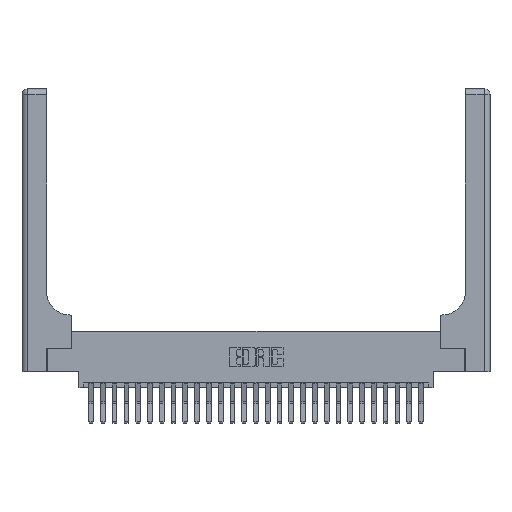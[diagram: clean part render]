
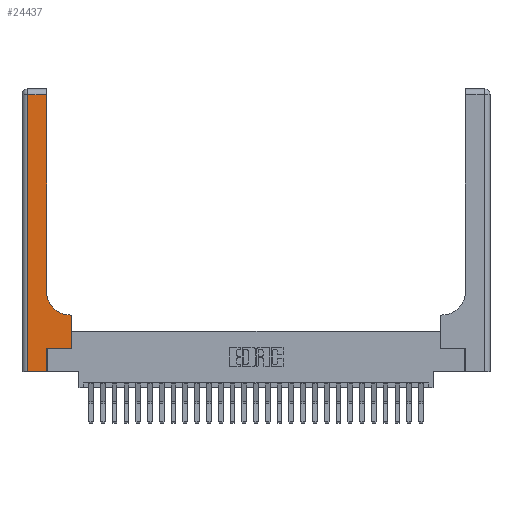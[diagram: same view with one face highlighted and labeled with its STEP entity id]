
A CAD part, top view. The second image highlights one B-rep face of the part: STEP entity #24437.
In plain terms, the highlighted planar face has unit normal (0, 0, 1).
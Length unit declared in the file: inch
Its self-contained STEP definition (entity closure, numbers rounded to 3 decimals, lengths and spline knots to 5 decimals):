
#74 = LINE ( 'NONE', #8740, #11189 ) ;
#155 = EDGE_CURVE ( 'NONE', #18993, #3480, #4583, .T. ) ;
#188 = CARTESIAN_POINT ( 'NONE',  ( 0.51, 0.85, 0.37 ) ) ;
#985 = CARTESIAN_POINT ( 'NONE',  ( 0., 3., 0.37 ) ) ;
#1384 = DIRECTION ( 'NONE',  ( -1., 0., 0. ) ) ;
#1965 = EDGE_CURVE ( 'NONE', #12269, #23012, #74, .T. ) ;
#2072 = EDGE_CURVE ( 'NONE', #9529, #15943, #15438, .T. ) ;
#3480 = VERTEX_POINT ( 'NONE', #18153 ) ;
#3499 = CARTESIAN_POINT ( 'NONE',  ( 0.265, 0., 0.37 ) ) ;
#3539 = CIRCLE ( 'NONE', #18551, 0.25 ) ;
#3935 = ORIENTED_EDGE ( 'NONE', *, *, #20484, .T. ) ;
#4059 = ORIENTED_EDGE ( 'NONE', *, *, #2072, .T. ) ;
#4583 = LINE ( 'NONE', #16524, #12180 ) ;
#4590 = VECTOR ( 'NONE', #24424, 39.37008 ) ;
#4710 = LINE ( 'NONE', #24756, #22952 ) ;
#4835 = CARTESIAN_POINT ( 'NONE',  ( 0.26, 2.94, 0.37 ) ) ;
#4854 = DIRECTION ( 'NONE',  ( 0., 1., 0. ) ) ;
#5267 = FACE_OUTER_BOUND ( 'NONE', #23624, .T. ) ;
#5406 = CARTESIAN_POINT ( 'NONE',  ( 0.265, 0.25, 0.37 ) ) ;
#6044 = DIRECTION ( 'NONE',  ( 0., 1., 0. ) ) ;
#6337 = DIRECTION ( 'NONE',  ( 1., 0., 0. ) ) ;
#6920 = ORIENTED_EDGE ( 'NONE', *, *, #155, .T. ) ;
#7134 = CARTESIAN_POINT ( 'NONE',  ( 0.528, 0.6, 0.37 ) ) ;
#7273 = PLANE ( 'NONE',  #16303 ) ;
#7380 = ORIENTED_EDGE ( 'NONE', *, *, #8724, .T. ) ;
#7601 = LINE ( 'NONE', #8140, #4590 ) ;
#7916 = DIRECTION ( 'NONE',  ( -1., 0., 0. ) ) ;
#8140 = CARTESIAN_POINT ( 'NONE',  ( 0., 2.94, 0.37 ) ) ;
#8666 = CARTESIAN_POINT ( 'NONE',  ( 0.26, 0.85, 0.37 ) ) ;
#8724 = EDGE_CURVE ( 'NONE', #15769, #9529, #23679, .T. ) ;
#8740 = CARTESIAN_POINT ( 'NONE',  ( 0.26, 3., 0.37 ) ) ;
#9529 = VERTEX_POINT ( 'NONE', #14046 ) ;
#9662 = LINE ( 'NONE', #17878, #21723 ) ;
#9675 = DIRECTION ( 'NONE',  ( 0., 0., -1. ) ) ;
#10060 = VECTOR ( 'NONE', #6044, 39.37008 ) ;
#10829 = CARTESIAN_POINT ( 'NONE',  ( 0.06, 2.94, 0.37 ) ) ;
#11035 = CARTESIAN_POINT ( 'NONE',  ( 0.265, 0.25, 0.37 ) ) ;
#11189 = VECTOR ( 'NONE', #16934, 39.37008 ) ;
#11348 = ORIENTED_EDGE ( 'NONE', *, *, #16552, .T. ) ;
#12180 = VECTOR ( 'NONE', #16915, 39.37008 ) ;
#12269 = VERTEX_POINT ( 'NONE', #8666 ) ;
#13052 = EDGE_CURVE ( 'NONE', #14874, #12269, #3539, .T. ) ;
#13757 = VECTOR ( 'NONE', #4854, 39.37008 ) ;
#13803 = LINE ( 'NONE', #3499, #10060 ) ;
#14046 = CARTESIAN_POINT ( 'NONE',  ( 0.528, 0.25, 0.37 ) ) ;
#14646 = DIRECTION ( 'NONE',  ( 0., 0., -1. ) ) ;
#14874 = VERTEX_POINT ( 'NONE', #26219 ) ;
#15438 = LINE ( 'NONE', #23257, #13757 ) ;
#15769 = VERTEX_POINT ( 'NONE', #11035 ) ;
#15943 = VERTEX_POINT ( 'NONE', #7134 ) ;
#16219 = EDGE_CURVE ( 'NONE', #3480, #24990, #4710, .T. ) ;
#16303 = AXIS2_PLACEMENT_3D ( 'NONE', #985, #9675, #1384 ) ;
#16524 = CARTESIAN_POINT ( 'NONE',  ( 0.06, 3., 0.37 ) ) ;
#16552 = EDGE_CURVE ( 'NONE', #24990, #15769, #13803, .T. ) ;
#16915 = DIRECTION ( 'NONE',  ( 0., -1., 0. ) ) ;
#16934 = DIRECTION ( 'NONE',  ( 0., 1., 0. ) ) ;
#17878 = CARTESIAN_POINT ( 'NONE',  ( 0.26, 0.6, 0.37 ) ) ;
#17897 = DIRECTION ( 'NONE',  ( 1., 0., 0. ) ) ;
#18153 = CARTESIAN_POINT ( 'NONE',  ( 0.06, 0., 0.37 ) ) ;
#18365 = EDGE_CURVE ( 'NONE', #15943, #14874, #9662, .T. ) ;
#18551 = AXIS2_PLACEMENT_3D ( 'NONE', #188, #14646, #20709 ) ;
#18993 = VERTEX_POINT ( 'NONE', #10829 ) ;
#19024 = ORIENTED_EDGE ( 'NONE', *, *, #13052, .T. ) ;
#20254 = ORIENTED_EDGE ( 'NONE', *, *, #1965, .T. ) ;
#20484 = EDGE_CURVE ( 'NONE', #23012, #18993, #7601, .T. ) ;
#20709 = DIRECTION ( 'NONE',  ( 1., 0., 0. ) ) ;
#21723 = VECTOR ( 'NONE', #7916, 39.37008 ) ;
#22952 = VECTOR ( 'NONE', #6337, 39.37008 ) ;
#23012 = VERTEX_POINT ( 'NONE', #4835 ) ;
#23257 = CARTESIAN_POINT ( 'NONE',  ( 0.528, 0.25, 0.37 ) ) ;
#23458 = ORIENTED_EDGE ( 'NONE', *, *, #18365, .T. ) ;
#23624 = EDGE_LOOP ( 'NONE', ( #20254, #3935, #6920, #26519, #11348, #7380, #4059, #23458, #19024 ) ) ;
#23679 = LINE ( 'NONE', #5406, #23826 ) ;
#23826 = VECTOR ( 'NONE', #17897, 39.37008 ) ;
#24424 = DIRECTION ( 'NONE',  ( -1., 0., 0. ) ) ;
#24437 = ADVANCED_FACE ( 'NONE', ( #5267 ), #7273, .F. ) ;
#24756 = CARTESIAN_POINT ( 'NONE',  ( 0., 0., 0.37 ) ) ;
#24990 = VERTEX_POINT ( 'NONE', #26446 ) ;
#26219 = CARTESIAN_POINT ( 'NONE',  ( 0.51, 0.6, 0.37 ) ) ;
#26446 = CARTESIAN_POINT ( 'NONE',  ( 0.265, 0., 0.37 ) ) ;
#26519 = ORIENTED_EDGE ( 'NONE', *, *, #16219, .T. ) ;
